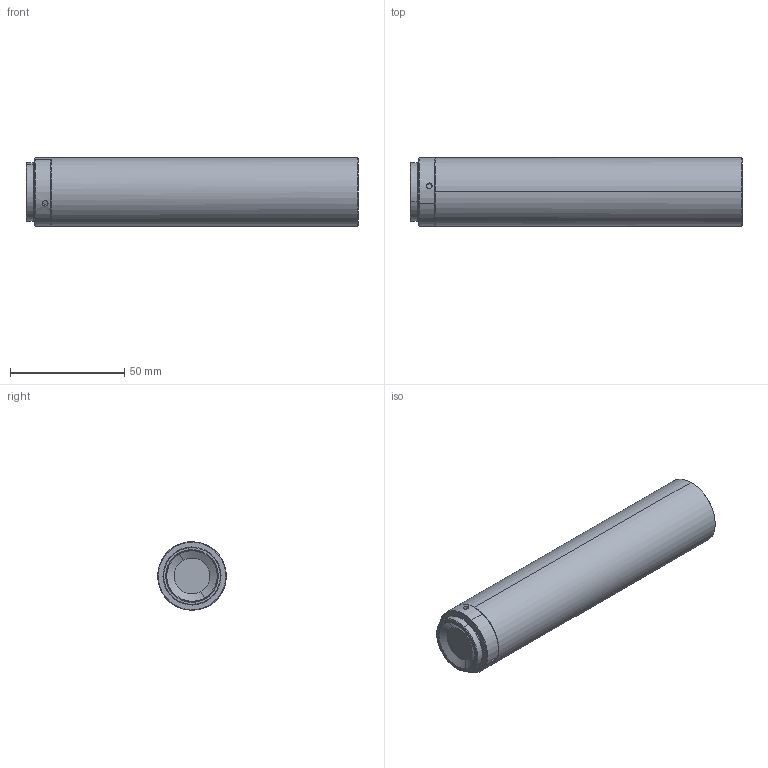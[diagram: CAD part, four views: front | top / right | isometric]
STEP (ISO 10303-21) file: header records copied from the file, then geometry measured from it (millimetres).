
FILE_DESCRIPTION (( 'STEP AP203' ), '1' );
FILE_NAME ('WH02-650A-120.STEP', '2019-05-06T08:40:54', ( '' ), ( '' ), 'SwSTEP 2.0', 'SolidWorks 2017', '' );
FILE_SCHEMA (( 'CONFIG_CONTROL_DESIGN' ));
Length unit declared in the file: millimetre
Products named in the file (1): WH02-650A-120
Bounding box: 145.35 x 30 x 30 mm (x, y, z)
Volume: 100938.3 mm3; surface area: 15305.8 mm2
Topology: 1 solids, 1 shells, 42 faces, 92 edges, 59 vertices
Faces by surface type: cylinder 18, cone 17, plane 7
Entity records: 1425 total; most frequent: CARTESIAN_POINT 408, DIRECTION 210, ORIENTED_EDGE 180, EDGE_CURVE 90, AXIS2_PLACEMENT_3D 89, VERTEX_POINT 59, EDGE_LOOP 51, CIRCLE 46
